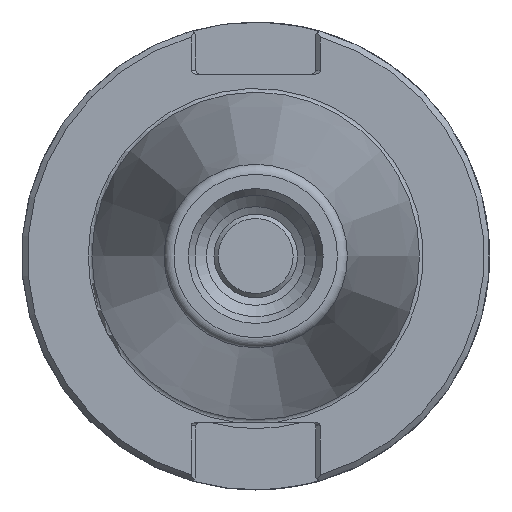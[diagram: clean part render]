
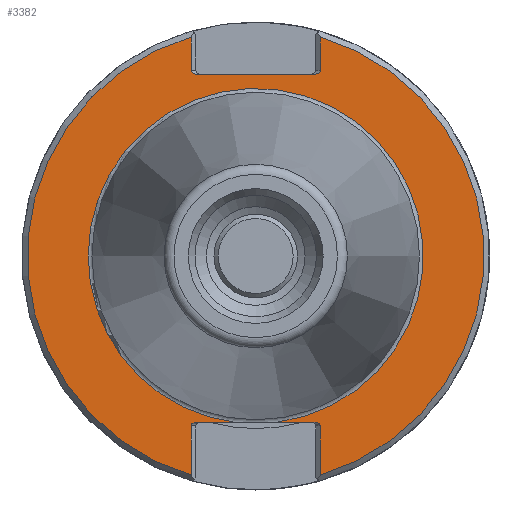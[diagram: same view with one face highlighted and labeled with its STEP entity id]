
A CAD part, left-side view. The second image highlights one B-rep face of the part: STEP entity #3382.
In plain terms, the highlighted planar face has unit normal (-1, 0, 0).
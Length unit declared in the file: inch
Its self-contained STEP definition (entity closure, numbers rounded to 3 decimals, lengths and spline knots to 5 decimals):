
#707=CARTESIAN_POINT('',(0.125,0.31672,0.972));
#708=VERTEX_POINT('',#707);
#715=CARTESIAN_POINT('',(0.125,-0.31672,0.972));
#716=VERTEX_POINT('',#715);
#717=CARTESIAN_POINT('',(0.125,0.31672,0.972));
#718=DIRECTION('',(0.0,-1.0,0.0));
#719=VECTOR('',#718,0.63343);
#720=LINE('',#717,#719);
#721=EDGE_CURVE('',#708,#716,#720,.T.);
#2947=CARTESIAN_POINT('',(0.125,0.345,0.992));
#2948=VERTEX_POINT('',#2947);
#2955=CARTESIAN_POINT('',(0.125,0.31672,0.992));
#2956=DIRECTION('',(-1.0,0.0,0.0));
#2957=DIRECTION('',(0.0,1.0,0.0));
#2958=AXIS2_PLACEMENT_3D('',#2955,#2956,#2957);
#2959=ELLIPSE('',#2958,0.02828,0.02);
#2960=EDGE_CURVE('',#2948,#708,#2959,.T.);
#2975=CARTESIAN_POINT('',(0.125,0.345,1.1702));
#2976=VERTEX_POINT('',#2975);
#2983=CARTESIAN_POINT('',(0.125,0.345,1.1702));
#2984=DIRECTION('',(0.0,0.0,-1.0));
#2985=VECTOR('',#2984,0.1782);
#2986=LINE('',#2983,#2985);
#2987=EDGE_CURVE('',#2976,#2948,#2986,.T.);
#3016=CARTESIAN_POINT('',(0.125,-0.345,0.992));
#3017=VERTEX_POINT('',#3016);
#3018=CARTESIAN_POINT('',(0.125,-0.31672,0.992));
#3019=DIRECTION('',(-1.0,0.0,0.0));
#3020=DIRECTION('',(0.0,-1.0,0.0));
#3021=AXIS2_PLACEMENT_3D('',#3018,#3019,#3020);
#3022=ELLIPSE('',#3021,0.02828,0.02);
#3023=EDGE_CURVE('',#716,#3017,#3022,.T.);
#3041=CARTESIAN_POINT('',(0.125,-0.345,1.1702));
#3042=VERTEX_POINT('',#3041);
#3043=CARTESIAN_POINT('',(0.125,-0.345,0.992));
#3044=DIRECTION('',(0.0,0.0,1.0));
#3045=VECTOR('',#3044,0.1782);
#3046=LINE('',#3043,#3045);
#3047=EDGE_CURVE('',#3017,#3042,#3046,.T.);
#3065=CARTESIAN_POINT('',(0.125,-0.345,-0.908));
#3066=VERTEX_POINT('',#3065);
#3067=CARTESIAN_POINT('',(0.125,-0.31672,-0.888));
#3068=VERTEX_POINT('',#3067);
#3069=CARTESIAN_POINT('',(0.125,-0.31672,-0.908));
#3070=DIRECTION('',(-1.0,0.0,0.0));
#3071=DIRECTION('',(0.0,-1.0,0.0));
#3072=AXIS2_PLACEMENT_3D('',#3069,#3070,#3071);
#3073=ELLIPSE('',#3072,0.02828,0.02);
#3074=EDGE_CURVE('',#3066,#3068,#3073,.T.);
#3132=CARTESIAN_POINT('',(0.125,-0.345,-1.1702));
#3133=VERTEX_POINT('',#3132);
#3140=CARTESIAN_POINT('',(0.125,-0.345,-1.1702));
#3141=DIRECTION('',(0.0,0.0,1.0));
#3142=VECTOR('',#3141,0.2622);
#3143=LINE('',#3140,#3142);
#3144=EDGE_CURVE('',#3133,#3066,#3143,.T.);
#3154=CARTESIAN_POINT('',(0.125,0.31672,-0.888));
#3155=VERTEX_POINT('',#3154);
#3162=CARTESIAN_POINT('',(0.125,0.345,-0.908));
#3163=VERTEX_POINT('',#3162);
#3164=CARTESIAN_POINT('',(0.125,0.31672,-0.908));
#3165=DIRECTION('',(-1.0,0.0,0.0));
#3166=DIRECTION('',(0.0,1.0,0.0));
#3167=AXIS2_PLACEMENT_3D('',#3164,#3165,#3166);
#3168=ELLIPSE('',#3167,0.02828,0.02);
#3169=EDGE_CURVE('',#3155,#3163,#3168,.T.);
#3187=CARTESIAN_POINT('',(0.125,0.345,-1.1702));
#3188=VERTEX_POINT('',#3187);
#3189=CARTESIAN_POINT('',(0.125,0.345,-0.908));
#3190=DIRECTION('',(0.0,0.0,-1.0));
#3191=VECTOR('',#3190,0.2622);
#3192=LINE('',#3189,#3191);
#3193=EDGE_CURVE('',#3163,#3188,#3192,.T.);
#3300=CARTESIAN_POINT('',(0.125,-0.11172,-0.888));
#3301=VERTEX_POINT('',#3300);
#3302=CARTESIAN_POINT('',(0.125,0.11172,-0.888));
#3303=VERTEX_POINT('',#3302);
#3318=CARTESIAN_POINT('',(0.125,0.,0.0));
#3319=DIRECTION('',(-1.0,0.0,0.0));
#3320=DIRECTION('',(0.0,-1.0,0.0));
#3321=AXIS2_PLACEMENT_3D('',#3318,#3319,#3320);
#3322=CIRCLE('',#3321,0.895);
#3323=EDGE_CURVE('',#3301,#3303,#3322,.T.);
#3339=CARTESIAN_POINT('',(0.125,1.0625,0.0));
#3340=DIRECTION('',(-1.0,0.0,0.0));
#3341=DIRECTION('',(0.0,0.0,1.0));
#3342=AXIS2_PLACEMENT_3D('',#3339,#3340,#3341);
#3343=PLANE('',#3342);
#3344=ORIENTED_EDGE('',*,*,#3323,.F.);
#3345=CARTESIAN_POINT('',(0.125,-0.31672,-0.888));
#3346=DIRECTION('',(0.0,1.0,0.0));
#3347=VECTOR('',#3346,0.205);
#3348=LINE('',#3345,#3347);
#3349=EDGE_CURVE('',#3068,#3301,#3348,.T.);
#3350=ORIENTED_EDGE('',*,*,#3349,.F.);
#3351=ORIENTED_EDGE('',*,*,#3074,.F.);
#3352=ORIENTED_EDGE('',*,*,#3144,.F.);
#3353=CARTESIAN_POINT('',(0.125,0.,0.0));
#3354=DIRECTION('',(1.0,0.0,0.0));
#3355=DIRECTION('',(0.0,-1.0,0.0));
#3356=AXIS2_PLACEMENT_3D('',#3353,#3354,#3355);
#3357=CIRCLE('',#3356,1.22);
#3358=EDGE_CURVE('',#3042,#3133,#3357,.T.);
#3359=ORIENTED_EDGE('',*,*,#3358,.F.);
#3360=ORIENTED_EDGE('',*,*,#3047,.F.);
#3361=ORIENTED_EDGE('',*,*,#3023,.F.);
#3362=ORIENTED_EDGE('',*,*,#721,.F.);
#3363=ORIENTED_EDGE('',*,*,#2960,.F.);
#3364=ORIENTED_EDGE('',*,*,#2987,.F.);
#3365=CARTESIAN_POINT('',(0.125,0.,0.0));
#3366=DIRECTION('',(1.0,0.0,0.0));
#3367=DIRECTION('',(0.0,1.0,0.0));
#3368=AXIS2_PLACEMENT_3D('',#3365,#3366,#3367);
#3369=CIRCLE('',#3368,1.22);
#3370=EDGE_CURVE('',#3188,#2976,#3369,.T.);
#3371=ORIENTED_EDGE('',*,*,#3370,.F.);
#3372=ORIENTED_EDGE('',*,*,#3193,.F.);
#3373=ORIENTED_EDGE('',*,*,#3169,.F.);
#3374=CARTESIAN_POINT('',(0.125,0.11172,-0.888));
#3375=DIRECTION('',(0.0,1.0,0.0));
#3376=VECTOR('',#3375,0.205);
#3377=LINE('',#3374,#3376);
#3378=EDGE_CURVE('',#3303,#3155,#3377,.T.);
#3379=ORIENTED_EDGE('',*,*,#3378,.F.);
#3380=EDGE_LOOP('',(#3344,#3350,#3351,#3352,#3359,#3360,#3361,#3362,#3363,#3364,#3371,#3372,#3373,#3379));
#3381=FACE_OUTER_BOUND('',#3380,.T.);
#3382=ADVANCED_FACE('',(#3381),#3343,.T.);
